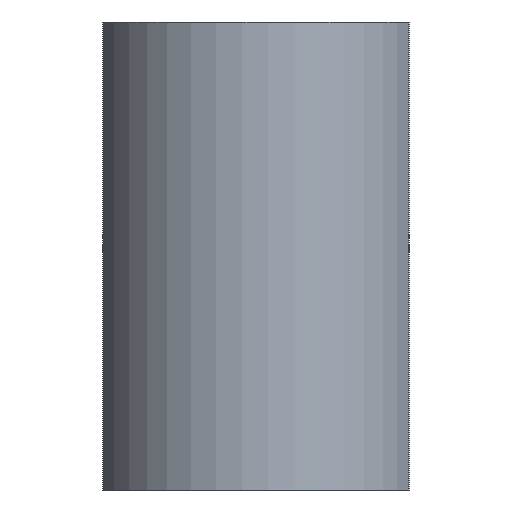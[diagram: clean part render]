
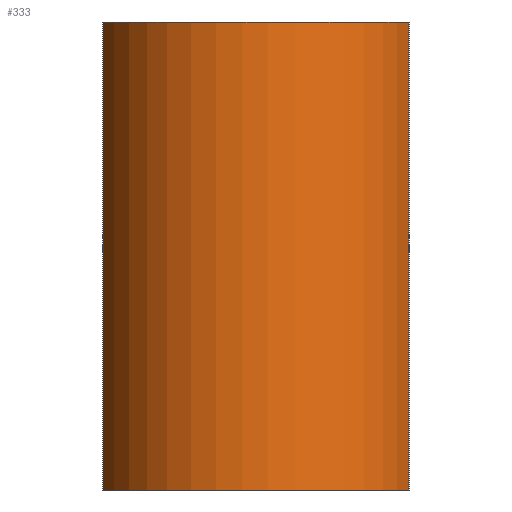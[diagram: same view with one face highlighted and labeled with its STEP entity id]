
A CAD part, left-side view. The second image highlights one B-rep face of the part: STEP entity #333.
In plain terms, the highlighted cylindrical face has radius 2.25 mm (diameter 4.5 mm), a partial arc.
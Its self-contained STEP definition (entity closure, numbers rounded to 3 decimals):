
#33=LINE('',#524,#61);
#34=LINE('',#530,#62);
#61=VECTOR('',#418,1000.);
#62=VECTOR('',#425,1000.);
#96=ORIENTED_EDGE('',*,*,#190,.T.);
#97=ORIENTED_EDGE('',*,*,#191,.F.);
#98=ORIENTED_EDGE('',*,*,#192,.F.);
#99=ORIENTED_EDGE('',*,*,#188,.T.);
#188=EDGE_CURVE('',#235,#234,#33,.T.);
#190=EDGE_CURVE('',#234,#236,#264,.T.);
#191=EDGE_CURVE('',#237,#236,#34,.T.);
#192=EDGE_CURVE('',#235,#237,#265,.T.);
#234=VERTEX_POINT('',#523);
#235=VERTEX_POINT('',#525);
#236=VERTEX_POINT('',#529);
#237=VERTEX_POINT('',#531);
#264=CIRCLE('',#369,2.25);
#265=CIRCLE('',#370,2.25);
#283=EDGE_LOOP('',(#96,#97,#98,#99));
#303=FACE_BOUND('',#283,.T.);
#322=CYLINDRICAL_SURFACE('',#368,2.25);
#333=ADVANCED_FACE('',(#303),#322,.T.);
#368=AXIS2_PLACEMENT_3D('',#527,#421,#422);
#369=AXIS2_PLACEMENT_3D('',#528,#423,#424);
#370=AXIS2_PLACEMENT_3D('',#532,#426,#427);
#418=DIRECTION('',(0.,0.,-1.));
#421=DIRECTION('',(0.,0.,-1.));
#422=DIRECTION('',(-1.,0.,0.));
#423=DIRECTION('',(0.,0.,1.));
#424=DIRECTION('',(1.,0.,0.));
#425=DIRECTION('',(0.,0.,-1.));
#426=DIRECTION('',(0.,0.,1.));
#427=DIRECTION('',(1.,0.,0.));
#523=CARTESIAN_POINT('',(-0.739,2.125,-3.25));
#524=CARTESIAN_POINT('',(-0.739,2.125,3.25));
#525=CARTESIAN_POINT('',(-0.739,2.125,3.25));
#527=CARTESIAN_POINT('',(0.,0.,3.25));
#528=CARTESIAN_POINT('',(0.,0.,-3.25));
#529=CARTESIAN_POINT('',(-0.768,-2.115,-3.25));
#530=CARTESIAN_POINT('',(-0.768,-2.115,3.25));
#531=CARTESIAN_POINT('',(-0.768,-2.115,3.25));
#532=CARTESIAN_POINT('',(0.,0.,3.25));
